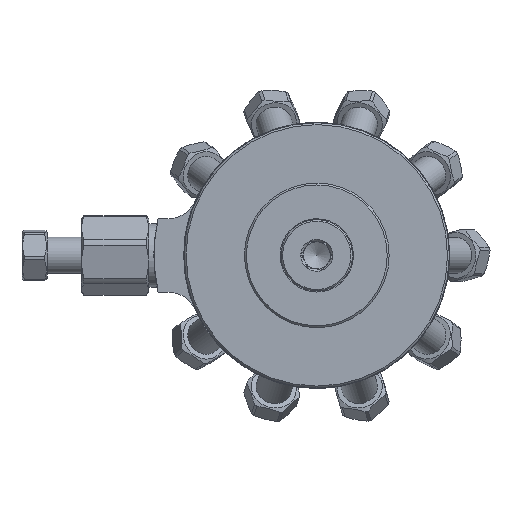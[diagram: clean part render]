
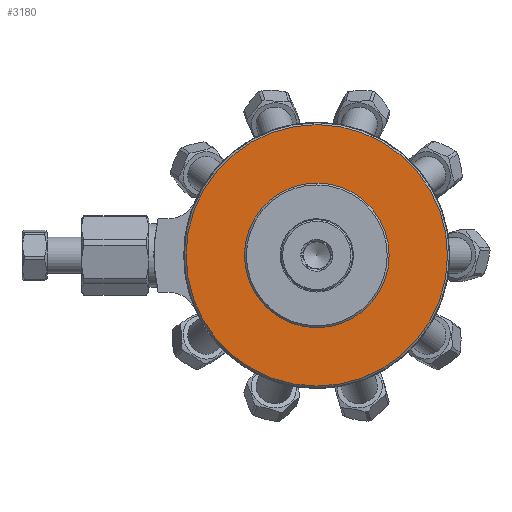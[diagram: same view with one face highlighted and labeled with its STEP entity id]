
A CAD part, left-side view. The second image highlights one B-rep face of the part: STEP entity #3180.
In plain terms, the highlighted planar face has unit normal (-1, 0, 0).
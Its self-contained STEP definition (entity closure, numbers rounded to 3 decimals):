
#3137=CARTESIAN_POINT('',(-2.87,-7.283,-6.139));
#3138=VERTEX_POINT('',#3137);
#3139=CARTESIAN_POINT('',(-2.87,0.,0.));
#3140=DIRECTION('',(-1.0,0.,0.));
#3141=DIRECTION('',(0.,-0.765,-0.644));
#3142=AXIS2_PLACEMENT_3D('',#3139,#3140,#3141);
#3143=CIRCLE('',#3142,9.525);
#3144=EDGE_CURVE('',#3138,#3138,#3143,.T.);
#3154=CARTESIAN_POINT('',(-2.87,-13.161,-11.093));
#3155=VERTEX_POINT('',#3154);
#3156=CARTESIAN_POINT('',(-2.87,0.,0.));
#3157=DIRECTION('',(1.0,0.,0.));
#3158=DIRECTION('',(0.,0.765,0.644));
#3159=AXIS2_PLACEMENT_3D('',#3156,#3157,#3158);
#3160=CIRCLE('',#3159,17.213);
#3161=EDGE_CURVE('',#3155,#3155,#3160,.T.);
#3169=CARTESIAN_POINT('',(-2.87,-10.318,-8.697));
#3170=DIRECTION('',(-1.0,0.0,0.0));
#3171=DIRECTION('',(0.0,0.644,-0.765));
#3172=AXIS2_PLACEMENT_3D('',#3169,#3170,#3171);
#3173=PLANE('',#3172);
#3174=ORIENTED_EDGE('',*,*,#3161,.F.);
#3175=EDGE_LOOP('',(#3174));
#3176=FACE_OUTER_BOUND('',#3175,.T.);
#3177=ORIENTED_EDGE('',*,*,#3144,.F.);
#3178=EDGE_LOOP('',(#3177));
#3179=FACE_BOUND('',#3178,.T.);
#3180=ADVANCED_FACE('',(#3176,#3179),#3173,.T.);
